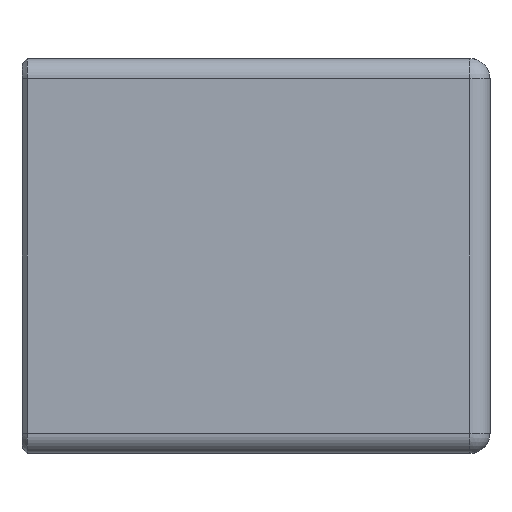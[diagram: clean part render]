
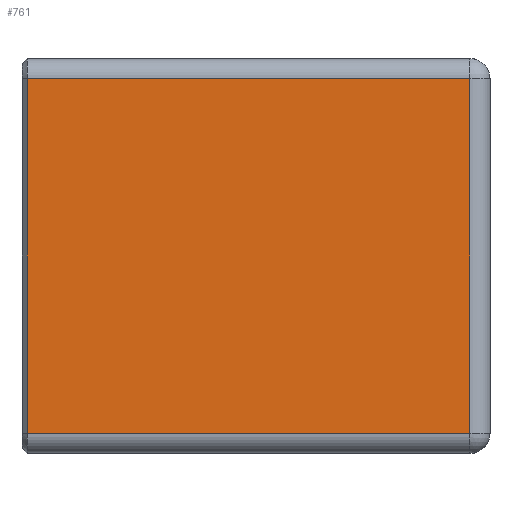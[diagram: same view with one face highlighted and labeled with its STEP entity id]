
A CAD part, left-side view. The second image highlights one B-rep face of the part: STEP entity #761.
In plain terms, the highlighted planar face has unit normal (-1, 0, 0).
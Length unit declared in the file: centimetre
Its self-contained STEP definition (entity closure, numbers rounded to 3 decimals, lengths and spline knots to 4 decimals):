
#163=VECTOR('',#1642,1.);
#173=VECTOR('',#1677,1.);
#175=VECTOR('',#1711,1.);
#176=VECTOR('',#1716,1.);
#207=LINE('',#1476,#163);
#217=LINE('',#1508,#173);
#219=LINE('',#1527,#175);
#220=LINE('',#1530,#176);
#235=PLANE('',#840);
#278=VERTEX_POINT('',#1465);
#280=VERTEX_POINT('',#1473);
#287=VERTEX_POINT('',#1507);
#288=VERTEX_POINT('',#1514);
#387=EDGE_CURVE('',#280,#278,#207,.T.);
#402=EDGE_CURVE('',#287,#280,#217,.T.);
#413=EDGE_CURVE('',#288,#287,#219,.T.);
#414=EDGE_CURVE('',#278,#288,#220,.T.);
#585=ORIENTED_EDGE('',*,*,#387,.F.);
#586=ORIENTED_EDGE('',*,*,#402,.F.);
#587=ORIENTED_EDGE('',*,*,#413,.F.);
#588=ORIENTED_EDGE('',*,*,#414,.F.);
#653=EDGE_LOOP('',(#585,#586,#587,#588));
#713=FACE_BOUND('',#653,.T.);
#761=ADVANCED_FACE('',(#713),#235,.T.);
#840=AXIS2_PLACEMENT_3D('',#1531,#1717,$);
#1465=CARTESIAN_POINT('',(-2.45,-2.715,1.85));
#1473=CARTESIAN_POINT('',(-2.45,-2.715,0.1));
#1476=CARTESIAN_POINT('',(-2.45,-2.715,0.));
#1507=CARTESIAN_POINT('',(-2.45,-4.9,0.1));
#1508=CARTESIAN_POINT('',(-2.45,0.2303,0.1));
#1514=CARTESIAN_POINT('',(-2.45,-4.9,1.85));
#1527=CARTESIAN_POINT('',(-2.45,-4.9,0.));
#1530=CARTESIAN_POINT('',(-2.45,0.2303,1.85));
#1531=CARTESIAN_POINT('',(-2.45,0.,0.));
#1642=DIRECTION('',(0.,0.,1.));
#1677=DIRECTION('',(0.,1.,0.));
#1711=DIRECTION('',(0.,0.,-1.));
#1716=DIRECTION('',(0.,-1.,0.));
#1717=DIRECTION('',(-1.,0.,0.));
